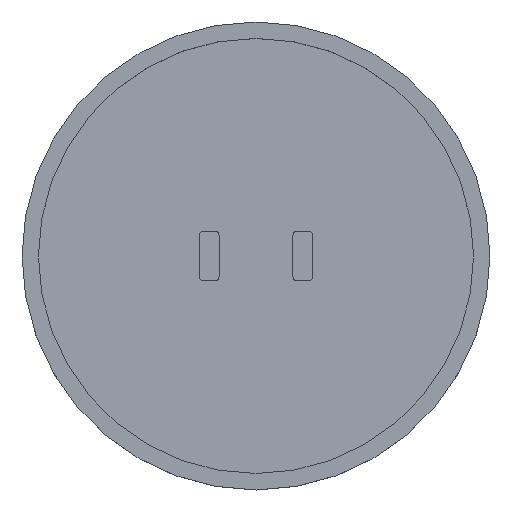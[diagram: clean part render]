
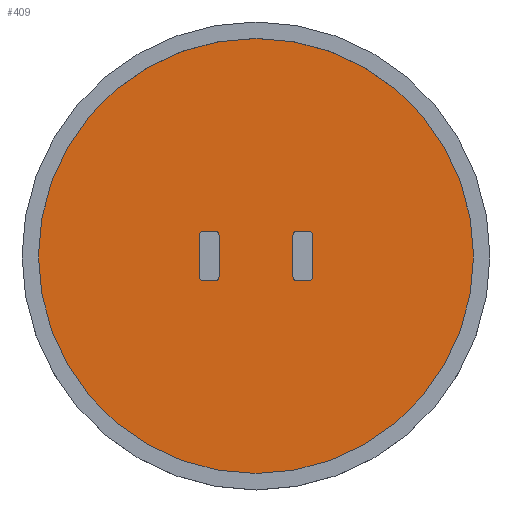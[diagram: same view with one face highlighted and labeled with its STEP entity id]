
A CAD part, top view. The second image highlights one B-rep face of the part: STEP entity #409.
In plain terms, the highlighted planar face has unit normal (0, 0, 1).
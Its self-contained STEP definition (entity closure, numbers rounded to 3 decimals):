
#15=FACE_BOUND('',#78,.T.);
#16=FACE_BOUND('',#79,.T.);
#30=PLANE('',#467);
#53=FACE_OUTER_BOUND('',#77,.T.);
#77=EDGE_LOOP('',(#355));
#78=EDGE_LOOP('',(#356,#357,#358,#359,#360,#361,#362,#363));
#79=EDGE_LOOP('',(#364,#365,#366,#367,#368,#369,#370,#371));
#85=LINE('',#612,#119);
#91=LINE('',#627,#125);
#98=LINE('',#653,#132);
#103=LINE('',#667,#137);
#106=LINE('',#674,#140);
#110=LINE('',#686,#144);
#113=LINE('',#695,#147);
#115=LINE('',#709,#149);
#119=VECTOR('',#484,10.);
#125=VECTOR('',#498,10.);
#132=VECTOR('',#521,10.);
#137=VECTOR('',#536,10.);
#140=VECTOR('',#545,10.);
#144=VECTOR('',#557,10.);
#147=VECTOR('',#568,10.);
#149=VECTOR('',#588,10.);
#152=CIRCLE('',#428,0.25);
#154=CIRCLE('',#432,0.25);
#156=CIRCLE('',#436,0.25);
#160=CIRCLE('',#443,0.25);
#161=CIRCLE('',#445,0.25);
#162=CIRCLE('',#448,0.25);
#164=CIRCLE('',#452,0.25);
#166=CIRCLE('',#456,0.25);
#171=CIRCLE('',#468,13.25);
#175=VERTEX_POINT('',#605);
#176=VERTEX_POINT('',#607);
#177=VERTEX_POINT('',#611);
#181=VERTEX_POINT('',#620);
#182=VERTEX_POINT('',#622);
#185=VERTEX_POINT('',#632);
#186=VERTEX_POINT('',#634);
#193=VERTEX_POINT('',#652);
#194=VERTEX_POINT('',#656);
#195=VERTEX_POINT('',#660);
#196=VERTEX_POINT('',#662);
#197=VERTEX_POINT('',#666);
#198=VERTEX_POINT('',#670);
#201=VERTEX_POINT('',#679);
#202=VERTEX_POINT('',#681);
#204=VERTEX_POINT('',#690);
#208=VERTEX_POINT('',#711);
#212=EDGE_CURVE('',#175,#176,#152,.F.);
#214=EDGE_CURVE('',#177,#176,#85,.T.);
#219=EDGE_CURVE('',#181,#182,#154,.F.);
#222=EDGE_CURVE('',#175,#182,#91,.T.);
#225=EDGE_CURVE('',#185,#186,#156,.F.);
#234=EDGE_CURVE('',#193,#186,#98,.T.);
#236=EDGE_CURVE('',#193,#194,#160,.F.);
#239=EDGE_CURVE('',#195,#196,#161,.F.);
#241=EDGE_CURVE('',#197,#196,#103,.T.);
#243=EDGE_CURVE('',#197,#198,#162,.F.);
#245=EDGE_CURVE('',#185,#198,#106,.T.);
#248=EDGE_CURVE('',#201,#202,#164,.F.);
#251=EDGE_CURVE('',#181,#202,#110,.T.);
#253=EDGE_CURVE('',#177,#204,#166,.F.);
#256=EDGE_CURVE('',#201,#204,#113,.T.);
#262=EDGE_CURVE('',#195,#194,#115,.T.);
#263=EDGE_CURVE('',#208,#208,#171,.T.);
#355=ORIENTED_EDGE('',*,*,#263,.F.);
#356=ORIENTED_EDGE('',*,*,#214,.T.);
#357=ORIENTED_EDGE('',*,*,#212,.F.);
#358=ORIENTED_EDGE('',*,*,#222,.T.);
#359=ORIENTED_EDGE('',*,*,#219,.F.);
#360=ORIENTED_EDGE('',*,*,#251,.T.);
#361=ORIENTED_EDGE('',*,*,#248,.F.);
#362=ORIENTED_EDGE('',*,*,#256,.T.);
#363=ORIENTED_EDGE('',*,*,#253,.F.);
#364=ORIENTED_EDGE('',*,*,#245,.T.);
#365=ORIENTED_EDGE('',*,*,#243,.F.);
#366=ORIENTED_EDGE('',*,*,#241,.T.);
#367=ORIENTED_EDGE('',*,*,#239,.F.);
#368=ORIENTED_EDGE('',*,*,#262,.T.);
#369=ORIENTED_EDGE('',*,*,#236,.F.);
#370=ORIENTED_EDGE('',*,*,#234,.T.);
#371=ORIENTED_EDGE('',*,*,#225,.F.);
#409=ADVANCED_FACE('',(#53,#15,#16),#30,.T.);
#428=AXIS2_PLACEMENT_3D('',#608,#479,#480);
#432=AXIS2_PLACEMENT_3D('',#623,#492,#493);
#436=AXIS2_PLACEMENT_3D('',#635,#504,#505);
#443=AXIS2_PLACEMENT_3D('',#657,#525,#526);
#445=AXIS2_PLACEMENT_3D('',#663,#531,#532);
#448=AXIS2_PLACEMENT_3D('',#671,#540,#541);
#452=AXIS2_PLACEMENT_3D('',#682,#551,#552);
#456=AXIS2_PLACEMENT_3D('',#691,#562,#563);
#467=AXIS2_PLACEMENT_3D('',#710,#589,#590);
#468=AXIS2_PLACEMENT_3D('',#712,#591,#592);
#479=DIRECTION('center_axis',(0.,0.,-1.));
#480=DIRECTION('ref_axis',(-0.707,0.707,0.));
#484=DIRECTION('',(0.,1.,0.));
#492=DIRECTION('center_axis',(0.,0.,-1.));
#493=DIRECTION('ref_axis',(0.707,0.707,0.));
#498=DIRECTION('',(1.,0.,0.));
#504=DIRECTION('center_axis',(0.,0.,-1.));
#505=DIRECTION('ref_axis',(0.707,0.707,0.));
#521=DIRECTION('',(1.,0.,0.));
#525=DIRECTION('center_axis',(0.,0.,-1.));
#526=DIRECTION('ref_axis',(-0.707,0.707,0.));
#531=DIRECTION('center_axis',(0.,0.,-1.));
#532=DIRECTION('ref_axis',(-0.707,-0.707,0.));
#536=DIRECTION('',(-1.,0.,0.));
#540=DIRECTION('center_axis',(0.,0.,-1.));
#541=DIRECTION('ref_axis',(0.707,-0.707,0.));
#545=DIRECTION('',(0.,-1.,0.));
#551=DIRECTION('center_axis',(0.,0.,-1.));
#552=DIRECTION('ref_axis',(0.707,-0.707,0.));
#557=DIRECTION('',(0.,-1.,0.));
#562=DIRECTION('center_axis',(0.,0.,-1.));
#563=DIRECTION('ref_axis',(-0.707,-0.707,0.));
#568=DIRECTION('',(-1.,0.,0.));
#588=DIRECTION('',(0.,1.,0.));
#589=DIRECTION('center_axis',(0.,0.,1.));
#590=DIRECTION('ref_axis',(1.,0.,0.));
#591=DIRECTION('center_axis',(0.,0.,-1.));
#592=DIRECTION('ref_axis',(1.,0.,0.));
#605=CARTESIAN_POINT('',(2.5,1.5,2.));
#607=CARTESIAN_POINT('',(2.25,1.25,2.));
#608=CARTESIAN_POINT('Origin',(2.5,1.25,2.));
#611=CARTESIAN_POINT('',(2.25,-1.25,2.));
#612=CARTESIAN_POINT('',(2.25,1.5,2.));
#620=CARTESIAN_POINT('',(3.45,1.25,2.));
#622=CARTESIAN_POINT('',(3.2,1.5,2.));
#623=CARTESIAN_POINT('Origin',(3.2,1.25,2.));
#627=CARTESIAN_POINT('',(3.45,1.5,2.));
#632=CARTESIAN_POINT('',(-2.25,1.25,2.));
#634=CARTESIAN_POINT('',(-2.5,1.5,2.));
#635=CARTESIAN_POINT('Origin',(-2.5,1.25,2.));
#652=CARTESIAN_POINT('',(-3.2,1.5,2.));
#653=CARTESIAN_POINT('',(-2.25,1.5,2.));
#656=CARTESIAN_POINT('',(-3.45,1.25,2.));
#657=CARTESIAN_POINT('Origin',(-3.2,1.25,2.));
#660=CARTESIAN_POINT('',(-3.45,-1.25,2.));
#662=CARTESIAN_POINT('',(-3.2,-1.5,2.));
#663=CARTESIAN_POINT('Origin',(-3.2,-1.25,2.));
#666=CARTESIAN_POINT('',(-2.5,-1.5,2.));
#667=CARTESIAN_POINT('',(-3.45,-1.5,2.));
#670=CARTESIAN_POINT('',(-2.25,-1.25,2.));
#671=CARTESIAN_POINT('Origin',(-2.5,-1.25,2.));
#674=CARTESIAN_POINT('',(-2.25,-1.5,2.));
#679=CARTESIAN_POINT('',(3.2,-1.5,2.));
#681=CARTESIAN_POINT('',(3.45,-1.25,2.));
#682=CARTESIAN_POINT('Origin',(3.2,-1.25,2.));
#686=CARTESIAN_POINT('',(3.45,-1.5,2.));
#690=CARTESIAN_POINT('',(2.5,-1.5,2.));
#691=CARTESIAN_POINT('Origin',(2.5,-1.25,2.));
#695=CARTESIAN_POINT('',(2.25,-1.5,2.));
#709=CARTESIAN_POINT('',(-3.45,1.5,2.));
#710=CARTESIAN_POINT('Origin',(0.,0.,2.));
#711=CARTESIAN_POINT('',(-13.25,0.,2.));
#712=CARTESIAN_POINT('Origin',(0.,0.,2.));
